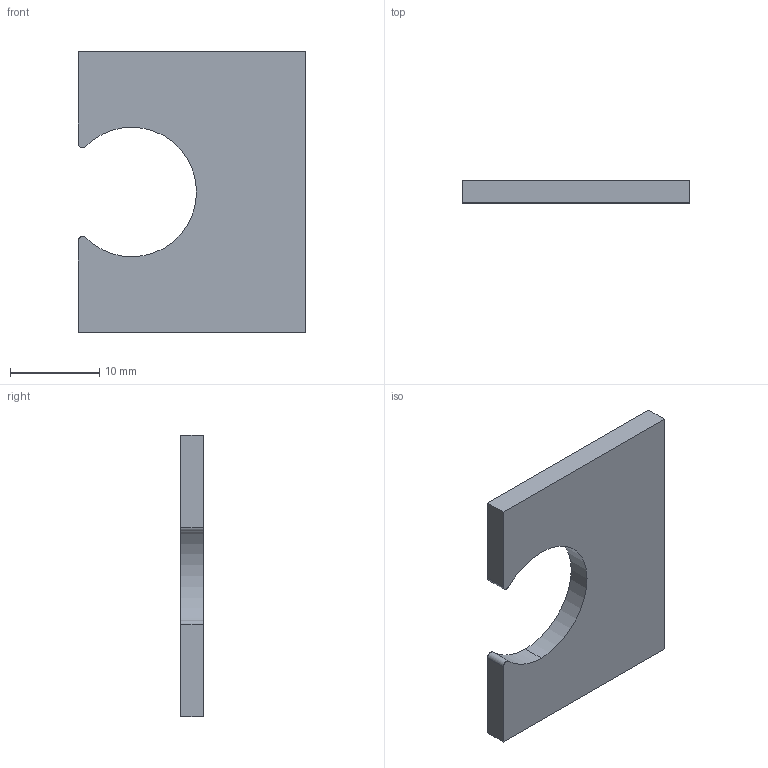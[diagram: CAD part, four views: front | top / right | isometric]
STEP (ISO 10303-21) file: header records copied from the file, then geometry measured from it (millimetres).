
FILE_DESCRIPTION (( 'STEP AP214' ), '1' );
FILE_NAME ('CW kurz M12.STEP', '2008-02-15T11:35:04', ( 'Schütte' ), ( ' ' ), 'SwSTEP 2.0', 'SolidWorks 2008', '' );
FILE_SCHEMA (( 'AUTOMOTIVE_DESIGN' ));
Length unit declared in the file: millimetre
Products named in the file (1): CW kurz M12
Bounding box: 25.5 x 2.5 x 31.5 mm (x, y, z)
Volume: 1604.7 mm3; surface area: 1684.3 mm2
Topology: 1 solids, 1 shells, 180 faces, 480 edges, 320 vertices
Faces by surface type: plane 141, bspline 33, cylinder 6
Entity records: 7441 total; most frequent: CARTESIAN_POINT 3134, ORIENTED_EDGE 960, DIRECTION 722, EDGE_CURVE 480, VECTOR 402, LINE 402, VERTEX_POINT 320, EDGE_LOOP 198
